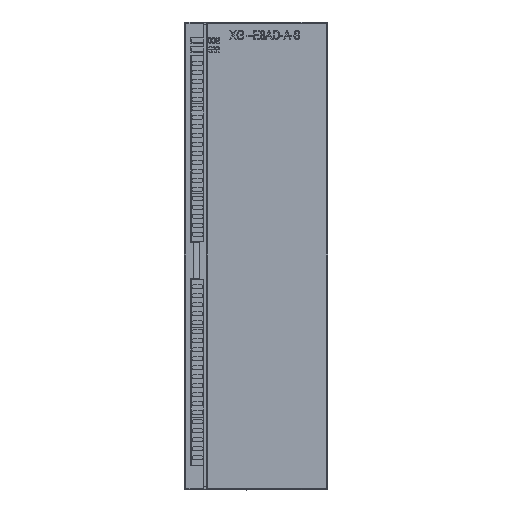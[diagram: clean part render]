
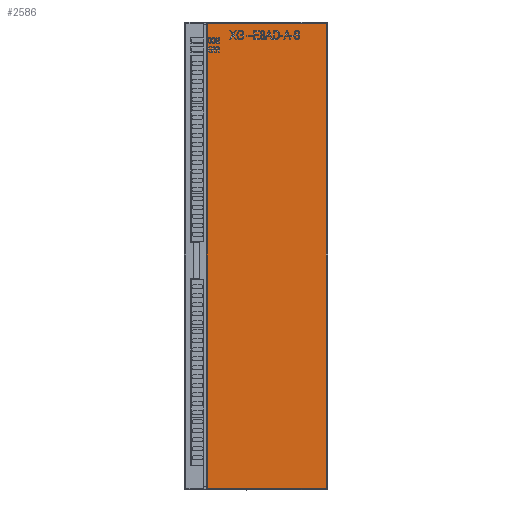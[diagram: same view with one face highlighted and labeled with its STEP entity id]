
A CAD part, front view. The second image highlights one B-rep face of the part: STEP entity #2586.
In plain terms, the highlighted free-form (B-spline) face has degree [1, 1] with [2, 2] control points.
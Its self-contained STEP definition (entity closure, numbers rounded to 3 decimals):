
#2586=ADVANCED_FACE('',(#3844),#18795,.T.);
#3844=FACE_OUTER_BOUND('',#5099,.T.);
#5099=EDGE_LOOP('',(#10956,#10957,#10958,#10959));
#10956=ORIENTED_EDGE('',*,*,#13625,.F.);
#10957=ORIENTED_EDGE('',*,*,#13607,.F.);
#10958=ORIENTED_EDGE('',*,*,#13615,.F.);
#10959=ORIENTED_EDGE('',*,*,#13593,.F.);
#13593=EDGE_CURVE('',#18507,#18508,#16507,.T.);
#13607=EDGE_CURVE('',#18516,#18515,#16516,.T.);
#13615=EDGE_CURVE('',#18508,#18516,#16521,.T.);
#13625=EDGE_CURVE('',#18515,#18507,#16529,.T.);
#16507=B_SPLINE_CURVE_WITH_KNOTS('',1,(#31199,#31200),.UNSPECIFIED.,.F.,
 .F.,(2,2),(0.,129.),.UNSPECIFIED.);
#16516=B_SPLINE_CURVE_WITH_KNOTS('',1,(#31250,#31251),.UNSPECIFIED.,.F.,
 .F.,(2,2),(0.,129.),.UNSPECIFIED.);
#16521=B_SPLINE_CURVE_WITH_KNOTS('',1,(#31273,#31274),.UNSPECIFIED.,.F.,
 .F.,(2,2),(0.,33.089),.UNSPECIFIED.);
#16529=B_SPLINE_CURVE_WITH_KNOTS('',1,(#31299,#31300),.UNSPECIFIED.,.F.,
 .F.,(2,2),(-33.089,0.),.UNSPECIFIED.);
#18507=VERTEX_POINT('',#25739);
#18508=VERTEX_POINT('',#25740);
#18515=VERTEX_POINT('',#25747);
#18516=VERTEX_POINT('',#25748);
#18795=B_SPLINE_SURFACE_WITH_KNOTS('',1,1,((#24092,#24093),(#24094,#24095)),
 .UNSPECIFIED.,.F.,.F.,.F.,(2,2),(2,2),(-3.918,37.007),
(-13.51,142.51),.UNSPECIFIED.);
#24092=CARTESIAN_POINT('',(48.523,111.84,-70.083));
#24093=CARTESIAN_POINT('',(48.523,111.84,85.936));
#24094=CARTESIAN_POINT('',(89.448,111.84,-70.083));
#24095=CARTESIAN_POINT('',(89.448,111.84,85.936));
#25739=CARTESIAN_POINT('',(52.441,111.84,-56.574));
#25740=CARTESIAN_POINT('',(52.441,111.84,72.426));
#25747=CARTESIAN_POINT('',(85.53,111.84,-56.574));
#25748=CARTESIAN_POINT('',(85.53,111.84,72.426));
#31199=CARTESIAN_POINT('',(52.441,111.84,-56.574));
#31200=CARTESIAN_POINT('',(52.441,111.84,72.426));
#31250=CARTESIAN_POINT('',(85.53,111.84,72.426));
#31251=CARTESIAN_POINT('',(85.53,111.84,-56.574));
#31273=CARTESIAN_POINT('',(52.441,111.84,72.426));
#31274=CARTESIAN_POINT('',(85.53,111.84,72.426));
#31299=CARTESIAN_POINT('',(85.53,111.84,-56.574));
#31300=CARTESIAN_POINT('',(52.441,111.84,-56.574));
